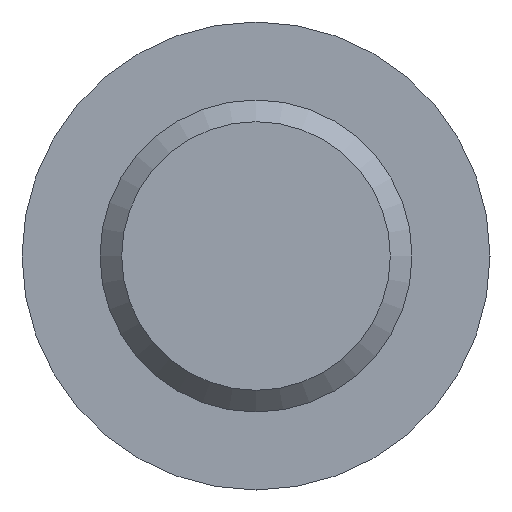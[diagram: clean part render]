
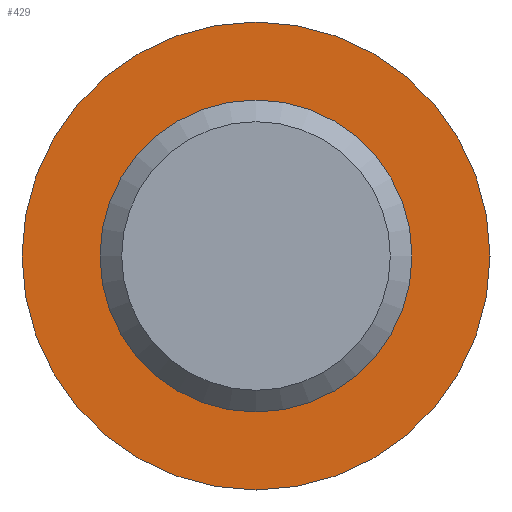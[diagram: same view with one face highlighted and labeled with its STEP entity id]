
A CAD part, front view. The second image highlights one B-rep face of the part: STEP entity #429.
In plain terms, the highlighted planar face has unit normal (0, -1, 0).
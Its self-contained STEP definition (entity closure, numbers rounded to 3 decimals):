
#26 = CARTESIAN_POINT ( 'NONE',  ( 0., 110., -9. ) ) ;
#38 = EDGE_LOOP ( 'NONE', ( #405 ) ) ;
#53 = CARTESIAN_POINT ( 'NONE',  ( 0., 110., 0. ) ) ;
#122 = CIRCLE ( 'NONE', #399, 13.5 ) ;
#194 = AXIS2_PLACEMENT_3D ( 'NONE', #282, #269, #240 ) ;
#210 = PLANE ( 'NONE',  #228 ) ;
#225 = EDGE_CURVE ( 'NONE', #455, #455, #274, .T. ) ;
#228 = AXIS2_PLACEMENT_3D ( 'NONE', #285, #288, #243 ) ;
#231 = EDGE_CURVE ( 'NONE', #533, #533, #122, .T. ) ;
#233 = DIRECTION ( 'NONE',  ( 0., 0., -1. ) ) ;
#240 = DIRECTION ( 'NONE',  ( 0., 0., -1. ) ) ;
#243 = DIRECTION ( 'NONE',  ( 0., 0., 1. ) ) ;
#244 = ORIENTED_EDGE ( 'NONE', *, *, #231, .T. ) ;
#269 = DIRECTION ( 'NONE',  ( 0., -1., 0. ) ) ;
#274 = CIRCLE ( 'NONE', #194, 9. ) ;
#282 = CARTESIAN_POINT ( 'NONE',  ( 0., 110., 0. ) ) ;
#285 = CARTESIAN_POINT ( 'NONE',  ( -9., 110., 0. ) ) ;
#288 = DIRECTION ( 'NONE',  ( 0., 1., 0. ) ) ;
#337 = CARTESIAN_POINT ( 'NONE',  ( 0., 110., -13.5 ) ) ;
#399 = AXIS2_PLACEMENT_3D ( 'NONE', #53, #474, #233 ) ;
#405 = ORIENTED_EDGE ( 'NONE', *, *, #225, .F. ) ;
#429 = ADVANCED_FACE ( 'NONE', ( #449, #530 ), #210, .F. ) ;
#449 = FACE_BOUND ( 'NONE', #38, .T. ) ;
#455 = VERTEX_POINT ( 'NONE', #26 ) ;
#474 = DIRECTION ( 'NONE',  ( 0., -1., 0. ) ) ;
#530 = FACE_OUTER_BOUND ( 'NONE', #542, .T. ) ;
#533 = VERTEX_POINT ( 'NONE', #337 ) ;
#542 = EDGE_LOOP ( 'NONE', ( #244 ) ) ;
